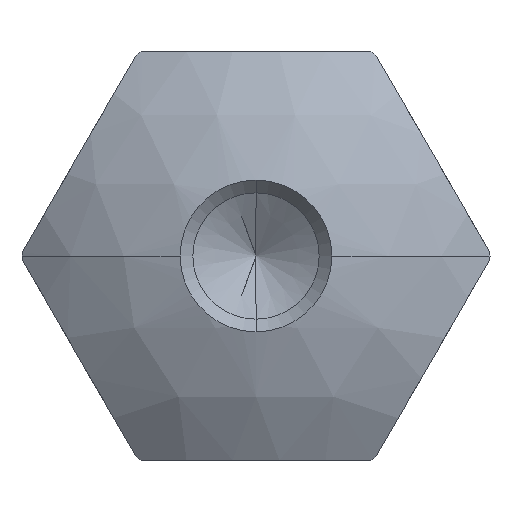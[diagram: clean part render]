
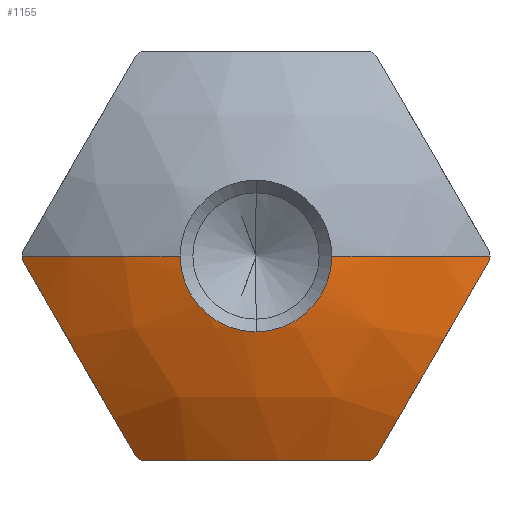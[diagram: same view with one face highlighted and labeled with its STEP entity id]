
A CAD part, front view. The second image highlights one B-rep face of the part: STEP entity #1155.
In plain terms, the highlighted spherical face has radius 20 mm.
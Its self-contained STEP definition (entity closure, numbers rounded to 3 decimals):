
#9 = EDGE_CURVE ( 'NONE', #418, #654, #757, .T. ) ;
#20 = EDGE_CURVE ( 'NONE', #418, #383, #754, .T. ) ;
#53 = DIRECTION ( 'NONE',  ( 0., 0., -1. ) ) ;
#54 = DIRECTION ( 'NONE',  ( 0., -1., 0. ) ) ;
#56 = CARTESIAN_POINT ( 'NONE',  ( 0., -12.936, 0. ) ) ;
#64 = EDGE_CURVE ( 'NONE', #581, #383, #755, .T. ) ;
#70 = EDGE_CURVE ( 'NONE', #581, #637, #758, .T. ) ;
#75 = EDGE_CURVE ( 'NONE', #1185, #637, #750, .T. ) ;
#127 = CIRCLE ( 'NONE', #762, 12.6 ) ;
#151 = CARTESIAN_POINT ( 'NONE',  ( -12.6, -12.936, 0. ) ) ;
#207 = DIRECTION ( 'NONE',  ( 0., 0., -1. ) ) ;
#210 = CIRCLE ( 'NONE', #865, 4.083 ) ;
#287 = CIRCLE ( 'NONE', #936, 20. ) ;
#308 = CIRCLE ( 'NONE', #944, 12.6 ) ;
#311 = ORIENTED_EDGE ( 'NONE', *, *, #9, .F. ) ;
#314 = DIRECTION ( 'NONE',  ( 0., 0., 1. ) ) ;
#315 = DIRECTION ( 'NONE',  ( 0., 1., 0. ) ) ;
#317 = CARTESIAN_POINT ( 'NONE',  ( 0., -16.983, 0. ) ) ;
#320 = VERTEX_POINT ( 'NONE', #1289 ) ;
#328 = ORIENTED_EDGE ( 'NONE', *, *, #980, .T. ) ;
#383 = VERTEX_POINT ( 'NONE', #1247 ) ;
#418 = VERTEX_POINT ( 'NONE', #1186 ) ;
#436 = VERTEX_POINT ( 'NONE', #1157 ) ;
#475 = CIRCLE ( 'NONE', #1002, 20. ) ;
#485 = AXIS2_PLACEMENT_3D ( 'NONE', #812, #811, #808 ) ;
#494 = DIRECTION ( 'NONE',  ( 0.866, 0., -0.5 ) ) ;
#511 = DIRECTION ( 'NONE',  ( -0.5, 0., -0.866 ) ) ;
#527 = CARTESIAN_POINT ( 'NONE',  ( 9.526, 2.596, -5.5 ) ) ;
#539 = DIRECTION ( 'NONE',  ( -1., 0., 0. ) ) ;
#545 = DIRECTION ( 'NONE',  ( 0., 0., -1. ) ) ;
#551 = CARTESIAN_POINT ( 'NONE',  ( 0., 2.596, 0. ) ) ;
#558 = AXIS2_PLACEMENT_3D ( 'NONE', #1121, #1119, #1255 ) ;
#559 = DIRECTION ( 'NONE',  ( 0., 0., -1. ) ) ;
#560 = DIRECTION ( 'NONE',  ( 0., -1., 0. ) ) ;
#564 = CARTESIAN_POINT ( 'NONE',  ( 0., -12.936, 0. ) ) ;
#574 = CARTESIAN_POINT ( 'NONE',  ( 0., -16.983, -4.083 ) ) ;
#581 = VERTEX_POINT ( 'NONE', #1015 ) ;
#614 = DIRECTION ( 'NONE',  ( -1., 0., 0. ) ) ;
#619 = CARTESIAN_POINT ( 'NONE',  ( 0., 2.596, -11. ) ) ;
#623 = CARTESIAN_POINT ( 'NONE',  ( -4.083, -16.983, 0. ) ) ;
#632 = DIRECTION ( 'NONE',  ( 0., 0., -1. ) ) ;
#637 = VERTEX_POINT ( 'NONE', #941 ) ;
#654 = VERTEX_POINT ( 'NONE', #934 ) ;
#662 = EDGE_CURVE ( 'NONE', #942, #1284, #475, .T. ) ;
#675 = DIRECTION ( 'NONE',  ( 0., 0., -1. ) ) ;
#676 = DIRECTION ( 'NONE',  ( 0., -1., 0. ) ) ;
#679 = CARTESIAN_POINT ( 'NONE',  ( 0., -12.936, 0. ) ) ;
#725 = DIRECTION ( 'NONE',  ( 0., -1., 0. ) ) ;
#750 = CIRCLE ( 'NONE', #1118, 16.703 ) ;
#754 = CIRCLE ( 'NONE', #1142, 12.6 ) ;
#755 = CIRCLE ( 'NONE', #1140, 16.703 ) ;
#757 = CIRCLE ( 'NONE', #1160, 16.703 ) ;
#758 = CIRCLE ( 'NONE', #1134, 12.6 ) ;
#759 = DIRECTION ( 'NONE',  ( -0.5, 0., 0.866 ) ) ;
#762 = AXIS2_PLACEMENT_3D ( 'NONE', #56, #54, #53 ) ;
#777 = EDGE_CURVE ( 'NONE', #1185, #436, #308, .T. ) ;
#795 = CARTESIAN_POINT ( 'NONE',  ( 0., -12.936, 0. ) ) ;
#800 = DIRECTION ( 'NONE',  ( -0.866, 0., -0.5 ) ) ;
#807 = VERTEX_POINT ( 'NONE', #574 ) ;
#808 = DIRECTION ( 'NONE',  ( 0., 0., 1. ) ) ;
#809 = EDGE_CURVE ( 'NONE', #436, #320, #287, .T. ) ;
#811 = DIRECTION ( 'NONE',  ( 0., 1., 0. ) ) ;
#812 = CARTESIAN_POINT ( 'NONE',  ( 0., -16.983, 0. ) ) ;
#864 = CARTESIAN_POINT ( 'NONE',  ( -9.526, 2.596, -5.5 ) ) ;
#865 = AXIS2_PLACEMENT_3D ( 'NONE', #317, #315, #314 ) ;
#866 = EDGE_CURVE ( 'NONE', #320, #807, #210, .T. ) ;
#875 = EDGE_LOOP ( 'NONE', ( #1216, #1220, #1230, #1266, #1283, #328, #311, #1034, #1195, #933, #1162 ) ) ;
#892 = DIRECTION ( 'NONE',  ( 1., 0., 0. ) ) ;
#894 = DIRECTION ( 'NONE',  ( 0., 0., 1. ) ) ;
#897 = CARTESIAN_POINT ( 'NONE',  ( 0., 2.596, 0. ) ) ;
#933 = ORIENTED_EDGE ( 'NONE', *, *, #70, .T. ) ;
#934 = CARTESIAN_POINT ( 'NONE',  ( -12.599, -12.936, -0.178 ) ) ;
#936 = AXIS2_PLACEMENT_3D ( 'NONE', #551, #545, #539 ) ;
#941 = CARTESIAN_POINT ( 'NONE',  ( 6.454, -12.936, -10.822 ) ) ;
#942 = VERTEX_POINT ( 'NONE', #151 ) ;
#944 = AXIS2_PLACEMENT_3D ( 'NONE', #679, #676, #675 ) ;
#980 = EDGE_CURVE ( 'NONE', #942, #654, #127, .T. ) ;
#990 = CARTESIAN_POINT ( 'NONE',  ( 12.599, -12.936, -0.178 ) ) ;
#1002 = AXIS2_PLACEMENT_3D ( 'NONE', #897, #894, #892 ) ;
#1015 = CARTESIAN_POINT ( 'NONE',  ( 6.145, -12.936, -11. ) ) ;
#1034 = ORIENTED_EDGE ( 'NONE', *, *, #20, .T. ) ;
#1111 = CIRCLE ( 'NONE', #485, 4.083 ) ;
#1118 = AXIS2_PLACEMENT_3D ( 'NONE', #527, #494, #511 ) ;
#1119 = DIRECTION ( 'NONE',  ( 0., 0., -1. ) ) ;
#1121 = CARTESIAN_POINT ( 'NONE',  ( 0., 2.596, 0. ) ) ;
#1134 = AXIS2_PLACEMENT_3D ( 'NONE', #564, #560, #559 ) ;
#1140 = AXIS2_PLACEMENT_3D ( 'NONE', #619, #632, #614 ) ;
#1142 = AXIS2_PLACEMENT_3D ( 'NONE', #795, #725, #207 ) ;
#1155 = ADVANCED_FACE ( 'NONE', ( #1298 ), #1293, .T. ) ;
#1157 = CARTESIAN_POINT ( 'NONE',  ( 12.6, -12.936, 0. ) ) ;
#1160 = AXIS2_PLACEMENT_3D ( 'NONE', #864, #800, #759 ) ;
#1162 = ORIENTED_EDGE ( 'NONE', *, *, #75, .F. ) ;
#1185 = VERTEX_POINT ( 'NONE', #990 ) ;
#1186 = CARTESIAN_POINT ( 'NONE',  ( -6.454, -12.936, -10.822 ) ) ;
#1195 = ORIENTED_EDGE ( 'NONE', *, *, #64, .F. ) ;
#1216 = ORIENTED_EDGE ( 'NONE', *, *, #777, .T. ) ;
#1220 = ORIENTED_EDGE ( 'NONE', *, *, #809, .T. ) ;
#1225 = EDGE_CURVE ( 'NONE', #807, #1284, #1111, .T. ) ;
#1230 = ORIENTED_EDGE ( 'NONE', *, *, #866, .T. ) ;
#1247 = CARTESIAN_POINT ( 'NONE',  ( -6.145, -12.936, -11. ) ) ;
#1255 = DIRECTION ( 'NONE',  ( -1., 0., 0. ) ) ;
#1266 = ORIENTED_EDGE ( 'NONE', *, *, #1225, .T. ) ;
#1283 = ORIENTED_EDGE ( 'NONE', *, *, #662, .F. ) ;
#1284 = VERTEX_POINT ( 'NONE', #623 ) ;
#1289 = CARTESIAN_POINT ( 'NONE',  ( 4.083, -16.983, 0. ) ) ;
#1293 = SPHERICAL_SURFACE ( 'NONE', #558, 20. ) ;
#1298 = FACE_OUTER_BOUND ( 'NONE', #875, .T. ) ;
